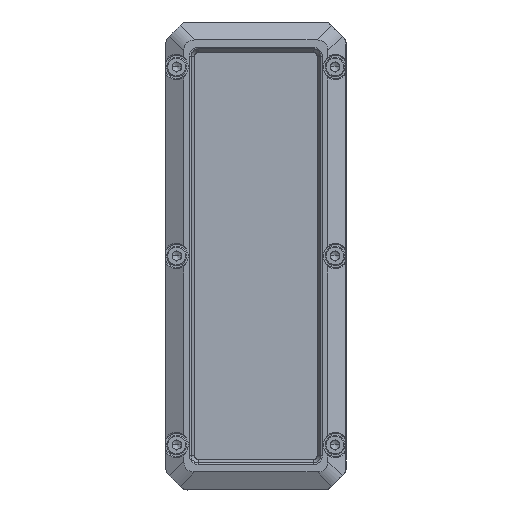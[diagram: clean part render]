
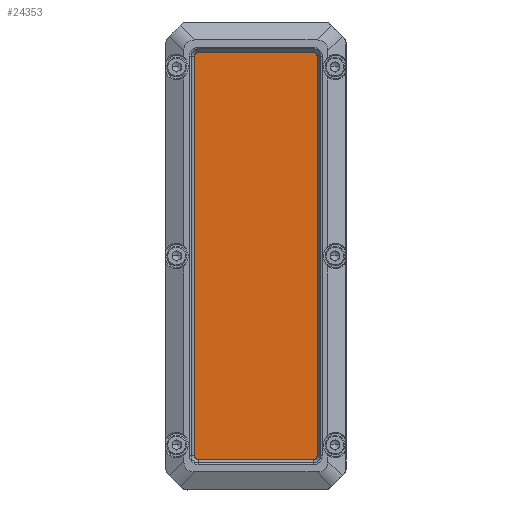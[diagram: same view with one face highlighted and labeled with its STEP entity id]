
A CAD part, top view. The second image highlights one B-rep face of the part: STEP entity #24353.
In plain terms, the highlighted free-form (B-spline) face has degree [1, 1] with [2, 2] control points.
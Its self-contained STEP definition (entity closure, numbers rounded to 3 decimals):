
#24255 = VERTEX_POINT('',#24256);
#24256 = CARTESIAN_POINT('',(-20.229,118.056,
    55.931));
#24261 = EDGE_CURVE('',#24262,#24255,#24264,.T.);
#24262 = VERTEX_POINT('',#24263);
#24263 = CARTESIAN_POINT('',(19.998,118.056,
    56.164));
#24264 = B_SPLINE_CURVE_WITH_KNOTS('',1,(#24265,#24266),.UNSPECIFIED.,
  .F.,.F.,(2,2),(-39.,0.),.PIECEWISE_BEZIER_KNOTS.);
#24265 = CARTESIAN_POINT('',(19.998,118.056,
    56.164));
#24266 = CARTESIAN_POINT('',(-20.229,118.056,
    55.931));
#24289 = VERTEX_POINT('',#24290);
#24290 = CARTESIAN_POINT('',(-20.229,-3.658,
    55.931));
#24295 = EDGE_CURVE('',#24255,#24289,#24296,.T.);
#24296 = B_SPLINE_CURVE_WITH_KNOTS('',1,(#24297,#24298),.UNSPECIFIED.,
  .F.,.F.,(2,2),(-118.,-0.),.PIECEWISE_BEZIER_KNOTS.);
#24297 = CARTESIAN_POINT('',(-20.229,118.056,
    55.931));
#24298 = CARTESIAN_POINT('',(-20.229,-3.658,
    55.931));
#24317 = VERTEX_POINT('',#24318);
#24318 = CARTESIAN_POINT('',(19.998,-3.658,
    56.164));
#24323 = EDGE_CURVE('',#24289,#24317,#24324,.T.);
#24324 = B_SPLINE_CURVE_WITH_KNOTS('',1,(#24325,#24326),.UNSPECIFIED.,
  .F.,.F.,(2,2),(0.,39.),.PIECEWISE_BEZIER_KNOTS.);
#24325 = CARTESIAN_POINT('',(-20.229,-3.658,
    55.931));
#24326 = CARTESIAN_POINT('',(19.998,-3.658,
    56.164));
#24343 = EDGE_CURVE('',#24317,#24262,#24344,.T.);
#24344 = B_SPLINE_CURVE_WITH_KNOTS('',1,(#24345,#24346),.UNSPECIFIED.,
  .F.,.F.,(2,2),(0.,118.),.PIECEWISE_BEZIER_KNOTS.);
#24345 = CARTESIAN_POINT('',(19.998,-3.658,
    56.164));
#24346 = CARTESIAN_POINT('',(19.998,118.056,
    56.164));
#24353 = ADVANCED_FACE('',(#24354),#24360,.T.);
#24354 = FACE_BOUND('',#24355,.T.);
#24355 = EDGE_LOOP('',(#24356,#24357,#24358,#24359));
#24356 = ORIENTED_EDGE('',*,*,#24261,.T.);
#24357 = ORIENTED_EDGE('',*,*,#24295,.T.);
#24358 = ORIENTED_EDGE('',*,*,#24323,.T.);
#24359 = ORIENTED_EDGE('',*,*,#24343,.T.);
#24360 = B_SPLINE_SURFACE_WITH_KNOTS('',1,1,(
    (#24361,#24362)
    ,(#24363,#24364
    )),.UNSPECIFIED.,.F.,.F.,.F.,(2,2),(2,2),(-59.,59.),(-19.5,19.5),
  .PIECEWISE_BEZIER_KNOTS.);
#24361 = CARTESIAN_POINT('',(19.998,-3.658,
    56.164));
#24362 = CARTESIAN_POINT('',(-20.229,-3.658,
    55.931));
#24363 = CARTESIAN_POINT('',(19.998,118.056,
    56.164));
#24364 = CARTESIAN_POINT('',(-20.229,118.056,
    55.931));
